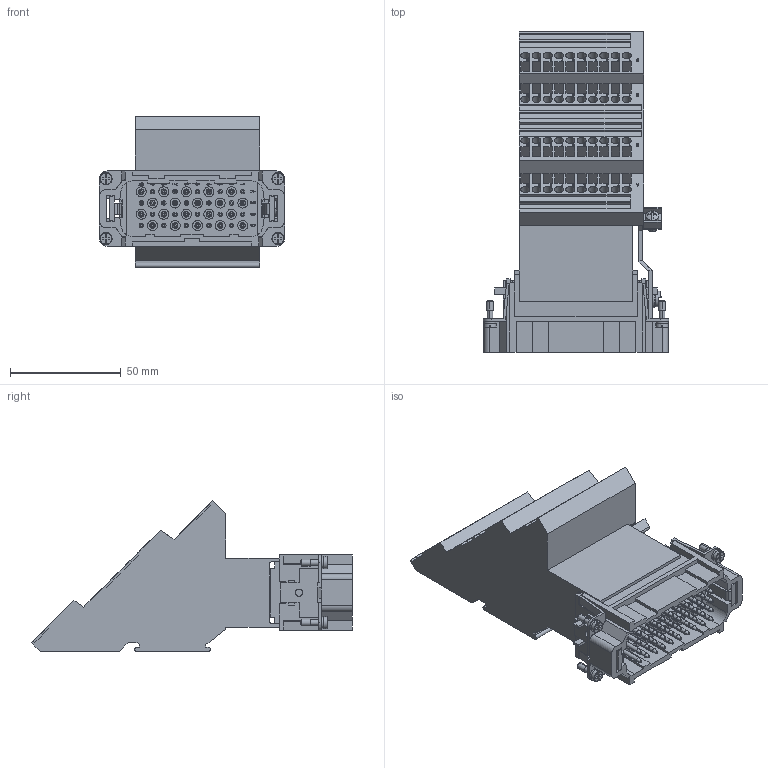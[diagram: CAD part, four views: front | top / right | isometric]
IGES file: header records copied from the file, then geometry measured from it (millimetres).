
Global section: file name: No Iges File Name specified; native system: AutoDesk Inventor R6.1; preprocessor: AutoDesk Inventor Iges Exporter R6.1; author: No Author specified; organization: No Organization specified; date: 20061127.124247; units: millimetre
Bounding box: 83.5 x 144.5 x 68 mm (x, y, z)
Volume: 255058.1 mm3; surface area: 65261.6 mm2
Topology: 3 solids, 3 shells, 2167 faces, 5605 edges, 3685 vertices
Faces by surface type: plane 1091, bspline 674, cylinder 164, revolution 144, cone 84, sphere 6, torus 4
